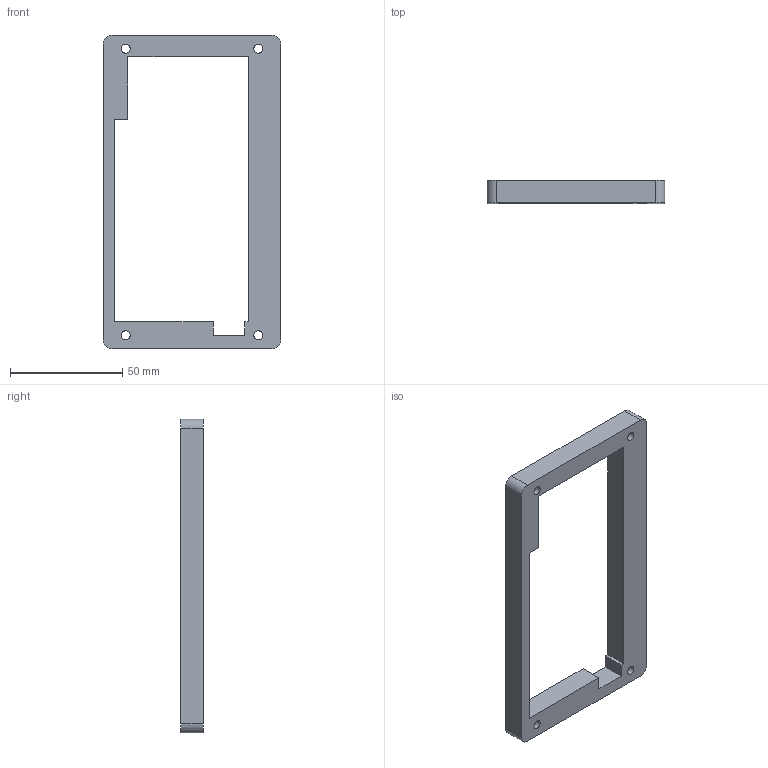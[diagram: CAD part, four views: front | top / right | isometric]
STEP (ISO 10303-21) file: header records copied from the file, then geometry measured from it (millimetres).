
FILE_DESCRIPTION(/* description */ (''),/* implementation_level */ '2;1');
FILE_NAME(/* name */ 'HandHeld_Analyzer_Protoytype v3.step',/* time_stamp */ '2022-03-21T11:36:11+02:00',/* author */ (''),/* organization */ (''),/* preprocessor_version */ 'ST-DEVELOPER v18.1',/* originating_system */ 'Autodesk Translation Framework v10.13.0.1454',/* authorisation */ '');
FILE_SCHEMA (('AUTOMOTIVE_DESIGN { 1 0 10303 214 3 1 1 }'));
Length unit declared in the file: millimetre
Products named in the file (2): HandHeld_Analyzer_Protoytype; Middle_piece_10mm
Assembly tree (1 placements, depth 2):
  HandHeld_Analyzer_Protoytype
    Middle_piece_10mm
Bounding box: 79 x 10 x 139.5 mm (x, y, z)
Volume: 40219.8 mm3; surface area: 16505.4 mm2
Topology: 1 solids, 1 shells, 24 faces, 66 edges, 44 vertices
Faces by surface type: plane 16, cylinder 8
Full cylindrical faces by diameter (mm): 3.9 x4
Entity records: 839 total; most frequent: CARTESIAN_POINT 137, DIRECTION 136, ORIENTED_EDGE 132, EDGE_CURVE 66, LINE 50, VECTOR 50, VERTEX_POINT 44, AXIS2_PLACEMENT_3D 43
